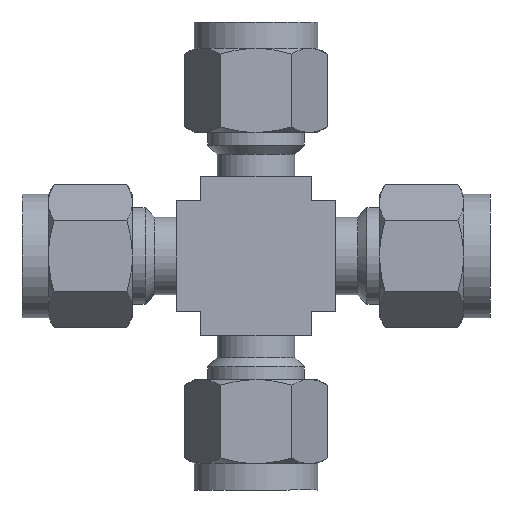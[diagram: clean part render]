
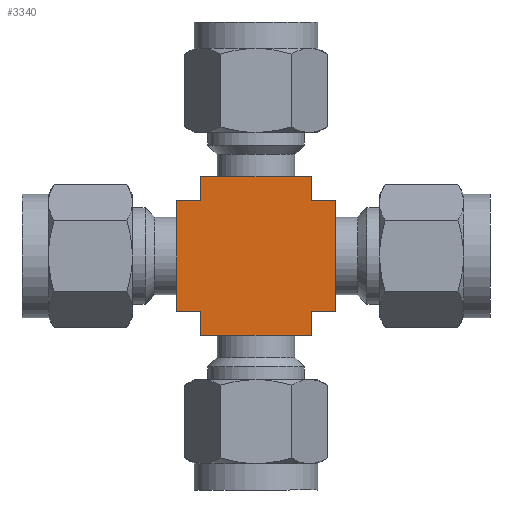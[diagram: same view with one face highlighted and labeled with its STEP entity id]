
A CAD part, front view. The second image highlights one B-rep face of the part: STEP entity #3340.
In plain terms, the highlighted planar face has unit normal (0, -1, 0).
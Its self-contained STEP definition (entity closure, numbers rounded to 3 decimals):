
#2932=CARTESIAN_POINT('POINT176',(20.574,-6.35,-6.35));
#2933=VERTEX_POINT('VERTEX176',#2932);
#2940=CARTESIAN_POINT('POINT177',(17.78,-6.35,-6.35));
#2941=VERTEX_POINT('VERTEX177',#2940);
#2942=CARTESIAN_POINT('POS188',(17.78,-6.35,-6.35));
#2943=DIRECTION('DIR292',(1.,0.,
   0.));
#2944=VECTOR('VEC84',#2943,25.4);
#2945=LINE('STRAIGHT84',#2942,#2944);
#2946=EDGE_CURVE('EDGE308',#2941,#2933,#2945,.T.);
#2976=CARTESIAN_POINT('POINT180',(17.78,-6.35,6.35));
#2977=VERTEX_POINT('VERTEX180',#2976);
#2991=CARTESIAN_POINT('POS194',(17.78,-6.35,6.35));
#2992=DIRECTION('DIR299',(0.,0.,
   -1.));
#2993=VECTOR('VEC89',#2992,25.4);
#2994=LINE('STRAIGHT89',#2991,#2993);
#2995=EDGE_CURVE('EDGE313',#2977,#2941,#2994,.T.);
#3005=CARTESIAN_POINT('POINT181',(20.574,-6.35,6.35));
#3006=VERTEX_POINT('VERTEX181',#3005);
#3022=CARTESIAN_POINT('POS198',(17.78,-6.35,6.35));
#3023=DIRECTION('DIR304',(1.,0.,
   0.));
#3024=VECTOR('VEC92',#3023,25.4);
#3025=LINE('STRAIGHT92',#3022,#3024);
#3026=EDGE_CURVE('EDGE316',#2977,#3006,#3025,.T.);
#3037=CARTESIAN_POINT('POINT183',(20.574,-6.35,9.144));
#3038=VERTEX_POINT('VERTEX183',#3037);
#3039=CARTESIAN_POINT('POS200',(20.574,-6.35,-9.144));
#3040=DIRECTION('DIR307',(0.,0.,1.));
#3041=VECTOR('VEC93',#3040,25.4);
#3042=LINE('STRAIGHT93',#3039,#3041);
#3043=EDGE_CURVE('EDGE317',#3006,#3038,#3042,.T.);
#3076=CARTESIAN_POINT('POINT186',(33.274,-6.35,9.144));
#3077=VERTEX_POINT('VERTEX186',#3076);
#3078=CARTESIAN_POINT('POS205',(20.574,-6.35,9.144));
#3079=DIRECTION('DIR313',(-1.,0.,0.));
#3080=VECTOR('VEC97',#3079,25.4);
#3081=LINE('STRAIGHT97',#3078,#3080);
#3082=EDGE_CURVE('EDGE321',#3077,#3038,#3081,.T.);
#3104=CARTESIAN_POINT('POINT188',(33.274,-6.35,6.35));
#3105=VERTEX_POINT('VERTEX188',#3104);
#3119=CARTESIAN_POINT('POS210',(33.274,-6.35,-9.144));
#3120=DIRECTION('DIR319',(0.,0.,1.));
#3121=VECTOR('VEC101',#3120,25.4);
#3122=LINE('STRAIGHT101',#3119,#3121);
#3123=EDGE_CURVE('EDGE325',#3105,#3077,#3122,.T.);
#3134=CARTESIAN_POINT('POINT189',(36.068,-6.35,6.35));
#3135=VERTEX_POINT('VERTEX189',#3134);
#3136=EDGE_CURVE('EDGE326',#3105,#3135,#3025,.T.);
#3160=CARTESIAN_POINT('POINT192',(36.068,-6.35,-6.35));
#3161=VERTEX_POINT('VERTEX192',#3160);
#3162=CARTESIAN_POINT('POS214',(36.068,-6.35,6.35));
#3163=DIRECTION('DIR324',(0.,0.,
   1.));
#3164=VECTOR('VEC104',#3163,25.4);
#3165=LINE('STRAIGHT104',#3162,#3164);
#3166=EDGE_CURVE('EDGE330',#3161,#3135,#3165,.T.);
#3186=CARTESIAN_POINT('POINT193',(33.274,-6.35,-6.35));
#3187=VERTEX_POINT('VERTEX193',#3186);
#3199=EDGE_CURVE('EDGE334',#3187,#3161,#2945,.T.);
#3298=CARTESIAN_POINT('POINT201',(20.574,-6.35,-9.144));
#3299=VERTEX_POINT('VERTEX201',#3298);
#3306=EDGE_CURVE('EDGE344',#3299,#2933,#3042,.T.);
#3313=ORIENTED_EDGE('COEDGE671',*,*,#3199,.T.);
#3314=ORIENTED_EDGE('COEDGE672',*,*,#3166,.T.);
#3315=ORIENTED_EDGE('COEDGE673',*,*,#3136,.F.);
#3316=ORIENTED_EDGE('COEDGE674',*,*,#3123,.T.);
#3317=ORIENTED_EDGE('COEDGE675',*,*,#3082,.T.);
#3318=ORIENTED_EDGE('COEDGE676',*,*,#3043,.F.);
#3319=ORIENTED_EDGE('COEDGE677',*,*,#3026,.F.);
#3320=ORIENTED_EDGE('COEDGE678',*,*,#2995,.T.);
#3321=ORIENTED_EDGE('COEDGE679',*,*,#2946,.T.);
#3322=ORIENTED_EDGE('COEDGE680',*,*,#3306,.F.);
#3323=CARTESIAN_POINT('POINT202',(33.274,-6.35,-9.144));
#3324=VERTEX_POINT('VERTEX202',#3323);
#3325=CARTESIAN_POINT('POS227',(20.574,-6.35,-9.144));
#3326=DIRECTION('DIR343',(1.,0.,0.));
#3327=VECTOR('VEC111',#3326,25.4);
#3328=LINE('STRAIGHT111',#3325,#3327);
#3329=EDGE_CURVE('EDGE345',#3299,#3324,#3328,.T.);
#3330=ORIENTED_EDGE('COEDGE681',*,*,#3329,.T.);
#3331=EDGE_CURVE('EDGE346',#3324,#3187,#3122,.T.);
#3332=ORIENTED_EDGE('COEDGE682',*,*,#3331,.T.);
#3333=EDGE_LOOP('NONE',(#3313,#3314,#3315,#3316,#3317,#3318,#3319,#3320,
   #3321,#3322,#3330,#3332));
#3334=FACE_BOUND('LOOP1',#3333,.T.);
#3335=CARTESIAN_POINT('POS228',(17.78,-6.35,-6.35));
#3336=DIRECTION('DIR344',(0.,-1.,0.));
#3337=DIRECTION('DIR345',(1.,0.,0.));
#3338=AXIS2_PLACEMENT_3D('AXIS117',#3335,#3336,#3337);
#3339=PLANE('PLANE45',#3338);
#3340=ADVANCED_FACE('FACE155',(#3334),#3339,.T.);
